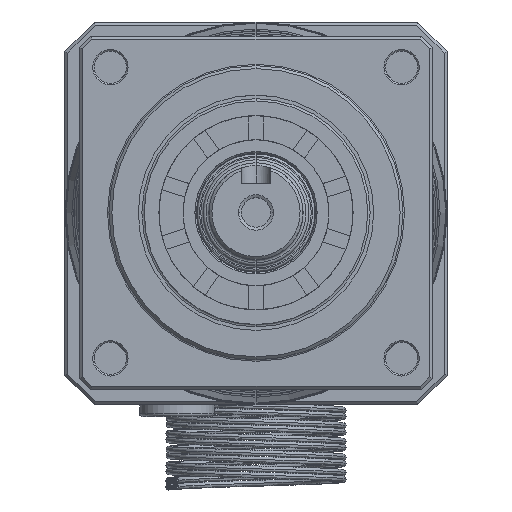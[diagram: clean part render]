
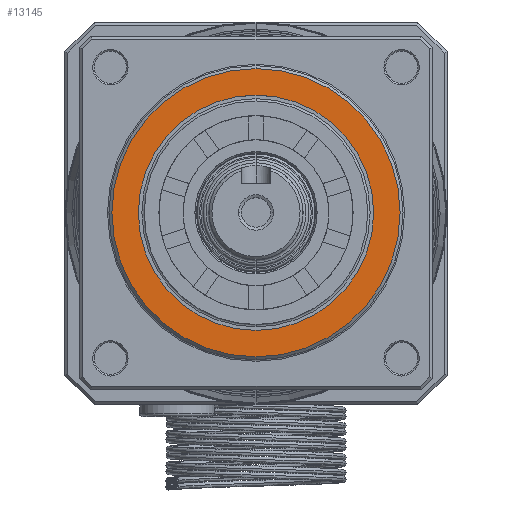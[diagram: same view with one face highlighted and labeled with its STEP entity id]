
A CAD part, top view. The second image highlights one B-rep face of the part: STEP entity #13145.
In plain terms, the highlighted planar face has unit normal (0, 0, 1).
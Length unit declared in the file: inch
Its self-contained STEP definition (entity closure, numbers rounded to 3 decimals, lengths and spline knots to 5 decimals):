
#722 = CIRCLE ( 'NONE', #14245, 0.7874 ) ;
#1553 = CARTESIAN_POINT ( 'NONE',  ( 0., 0.96457, 2.44094 ) ) ;
#2550 = FACE_BOUND ( 'NONE', #21831, .T. ) ;
#4014 = ORIENTED_EDGE ( 'NONE', *, *, #28999, .F. ) ;
#4579 = AXIS2_PLACEMENT_3D ( 'NONE', #39998, #19916, #39555 ) ;
#7538 = DIRECTION ( 'NONE',  ( 0., 1., 0. ) ) ;
#10124 = CARTESIAN_POINT ( 'NONE',  ( 0., 0.7874, 2.44094 ) ) ;
#10427 = VERTEX_POINT ( 'NONE', #28058 ) ;
#10959 = CIRCLE ( 'NONE', #24359, 0.96457 ) ;
#11775 = CARTESIAN_POINT ( 'NONE',  ( 0., 0., 2.44094 ) ) ;
#11931 = VERTEX_POINT ( 'NONE', #1553 ) ;
#13145 = ADVANCED_FACE ( 'NONE', ( #27145, #2550 ), #26733, .F. ) ;
#13408 = DIRECTION ( 'NONE',  ( 0., 0., -1. ) ) ;
#13706 = EDGE_CURVE ( 'NONE', #36576, #11931, #41301, .T. ) ;
#14245 = AXIS2_PLACEMENT_3D ( 'NONE', #42002, #15307, #35810 ) ;
#14598 = ORIENTED_EDGE ( 'NONE', *, *, #32604, .F. ) ;
#14666 = CARTESIAN_POINT ( 'NONE',  ( 0., -0.96457, 2.44094 ) ) ;
#14845 = AXIS2_PLACEMENT_3D ( 'NONE', #33730, #33581, #7538 ) ;
#15307 = DIRECTION ( 'NONE',  ( 0., 0., 1. ) ) ;
#16204 = CARTESIAN_POINT ( 'NONE',  ( 0., 0.7874, 2.44094 ) ) ;
#19916 = DIRECTION ( 'NONE',  ( 0., 0., 1. ) ) ;
#21831 = EDGE_LOOP ( 'NONE', ( #4014, #14598 ) ) ;
#24359 = AXIS2_PLACEMENT_3D ( 'NONE', #11775, #38747, #41995 ) ;
#26521 = VERTEX_POINT ( 'NONE', #10124 ) ;
#26733 = PLANE ( 'NONE',  #34464 ) ;
#27145 = FACE_OUTER_BOUND ( 'NONE', #27432, .T. ) ;
#27432 = EDGE_LOOP ( 'NONE', ( #30134, #40225 ) ) ;
#28058 = CARTESIAN_POINT ( 'NONE',  ( 0., -0.7874, 2.44094 ) ) ;
#28999 = EDGE_CURVE ( 'NONE', #10427, #26521, #722, .T. ) ;
#30094 = EDGE_CURVE ( 'NONE', #11931, #36576, #10959, .T. ) ;
#30134 = ORIENTED_EDGE ( 'NONE', *, *, #30094, .T. ) ;
#32604 = EDGE_CURVE ( 'NONE', #26521, #10427, #36533, .T. ) ;
#33581 = DIRECTION ( 'NONE',  ( 0., 0., 1. ) ) ;
#33730 = CARTESIAN_POINT ( 'NONE',  ( 0., 0., 2.44094 ) ) ;
#34464 = AXIS2_PLACEMENT_3D ( 'NONE', #16204, #13408, #37890 ) ;
#35810 = DIRECTION ( 'NONE',  ( 0., -1., 0. ) ) ;
#36533 = CIRCLE ( 'NONE', #4579, 0.7874 ) ;
#36576 = VERTEX_POINT ( 'NONE', #14666 ) ;
#37890 = DIRECTION ( 'NONE',  ( 0., 1., 0. ) ) ;
#38747 = DIRECTION ( 'NONE',  ( 0., 0., 1. ) ) ;
#39555 = DIRECTION ( 'NONE',  ( 0., -1., 0. ) ) ;
#39998 = CARTESIAN_POINT ( 'NONE',  ( 0., 0., 2.44094 ) ) ;
#40225 = ORIENTED_EDGE ( 'NONE', *, *, #13706, .T. ) ;
#41301 = CIRCLE ( 'NONE', #14845, 0.96457 ) ;
#41995 = DIRECTION ( 'NONE',  ( 0., 1., 0. ) ) ;
#42002 = CARTESIAN_POINT ( 'NONE',  ( 0., 0., 2.44094 ) ) ;
